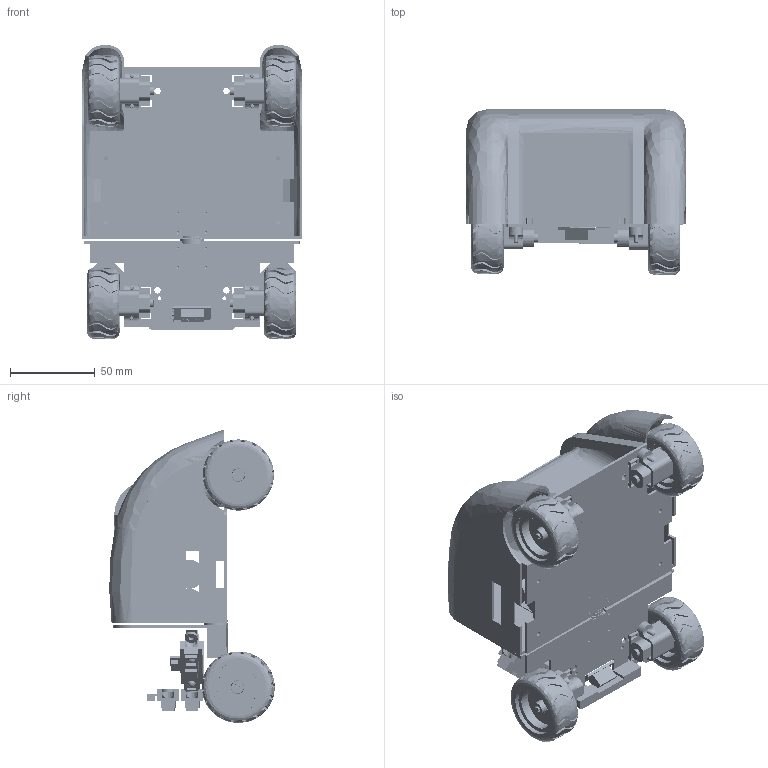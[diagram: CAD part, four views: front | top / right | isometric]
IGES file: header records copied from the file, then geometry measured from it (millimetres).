
Start section: SolidWorks IGES file using analytic representation for surfaces
Global section: file name: Full Assembly.IGS; native system: SolidWorks 2008; preprocessor: SolidWorks 2008; author: dshope; date: 090626.185123; units: inch
Bounding box: 130.18 x 97.81 x 173.37 mm (x, y, z)
Surface area: 236280.9 mm2 (no closed solid volume)
Topology: 0 solids, 0 shells, 2104 faces, 36521 edges, 36421 vertices
Faces by surface type: bspline 1334, revolution 770
